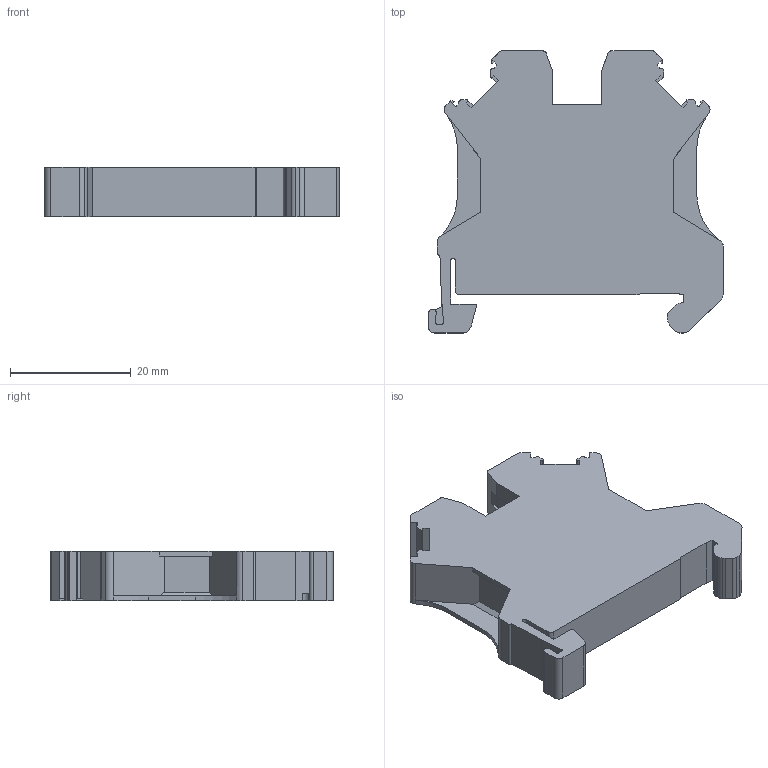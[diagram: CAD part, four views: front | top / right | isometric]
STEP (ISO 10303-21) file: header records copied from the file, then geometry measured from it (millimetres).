
FILE_DESCRIPTION(/* description */ (''),/* implementation_level */ '2;1');
FILE_NAME(/* name */ 'TU6-2-PE.stp',/* time_stamp */ '2022-04-24T08:13:32+08:00',/* author */ (''),/* organization */ (''),/* preprocessor_version */ 'ST-DEVELOPER v16.7',/* originating_system */ 'SIEMENS PLM Software NX 12.0',/* authorisation */ '');
FILE_SCHEMA (('AP203_CONFIGURATION_CONTROLLED_3D_DESIGN_OF_MECHANICAL_PARTS_AND_ASSEMBLIES_MIM_LF { 1 0 10303 403 2 1 2}'));
Length unit declared in the file: millimetre
Products named in the file (1): SP1214T1005-01_1__stp
Bounding box: 48.76 x 46.63 x 8.2 mm (x, y, z)
Volume: 11833.4 mm3; surface area: 5541.6 mm2
Topology: 1 solids, 4 shells, 214 faces, 641 edges, 437 vertices
Faces by surface type: plane 148, cylinder 62, torus 4
Entity records: 7371 total; most frequent: CARTESIAN_POINT 1326, ORIENTED_EDGE 1282, DIRECTION 1235, EDGE_CURVE 641, LINE 455, VECTOR 455, VERTEX_POINT 437, AXIS2_PLACEMENT_3D 390
